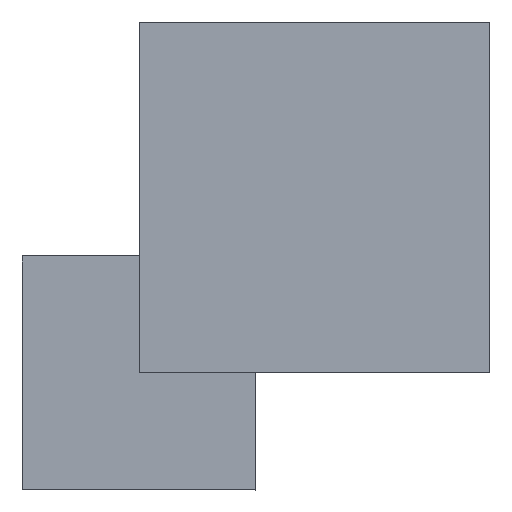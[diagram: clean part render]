
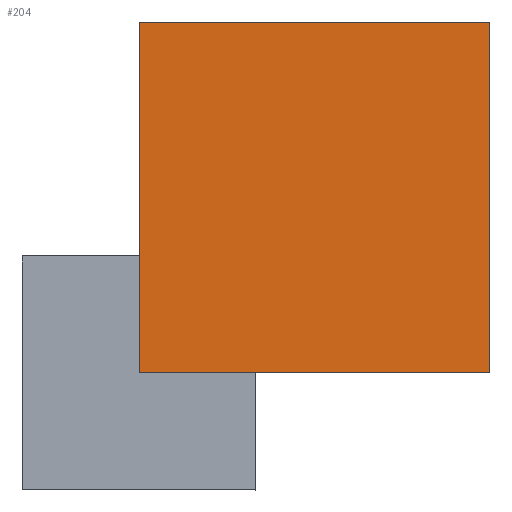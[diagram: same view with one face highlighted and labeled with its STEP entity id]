
A CAD part, top view. The second image highlights one B-rep face of the part: STEP entity #204.
In plain terms, the highlighted planar face has unit normal (0, 0, 1).
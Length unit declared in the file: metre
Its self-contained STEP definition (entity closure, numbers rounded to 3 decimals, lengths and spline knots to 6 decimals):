
#62=ORIENTED_EDGE('',*,*,#84,.F.);
#63=ORIENTED_EDGE('',*,*,#88,.T.);
#64=ORIENTED_EDGE('',*,*,#91,.T.);
#65=ORIENTED_EDGE('',*,*,#93,.F.);
#84=EDGE_CURVE('',#104,#105,#124,.T.);
#88=EDGE_CURVE('',#104,#107,#128,.T.);
#91=EDGE_CURVE('',#107,#109,#131,.T.);
#93=EDGE_CURVE('',#105,#109,#133,.T.);
#104=VERTEX_POINT('',#334);
#105=VERTEX_POINT('',#336);
#107=VERTEX_POINT('',#342);
#109=VERTEX_POINT('',#348);
#124=LINE('',#335,#148);
#128=LINE('',#343,#152);
#131=LINE('',#349,#155);
#133=LINE('',#352,#157);
#148=VECTOR('',#279,1.);
#152=VECTOR('',#285,1.);
#155=VECTOR('',#290,1.);
#157=VECTOR('',#294,1.);
#168=EDGE_LOOP('',(#62,#63,#64,#65));
#180=FACE_BOUND('',#168,.T.);
#192=PLANE('',#244);
#204=ADVANCED_FACE('',(#180),#192,.T.);
#244=AXIS2_PLACEMENT_3D('',#353,#295,#296);
#279=DIRECTION('',(1.,0.,0.));
#285=DIRECTION('',(0.,-1.,0.));
#290=DIRECTION('',(1.,0.,0.));
#294=DIRECTION('',(0.,-1.,0.));
#295=DIRECTION('',(0.,0.,1.));
#296=DIRECTION('',(1.,0.,0.));
#334=CARTESIAN_POINT('',(0.028768,-0.024324,0.004));
#335=CARTESIAN_POINT('',(0.036268,-0.024324,0.004));
#336=CARTESIAN_POINT('',(0.043768,-0.024324,0.004));
#342=CARTESIAN_POINT('',(0.028768,-0.039324,0.004));
#343=CARTESIAN_POINT('',(0.028768,-0.031824,0.004));
#348=CARTESIAN_POINT('',(0.043768,-0.039324,0.004));
#349=CARTESIAN_POINT('',(0.036268,-0.039324,0.004));
#352=CARTESIAN_POINT('',(0.043768,-0.031824,0.004));
#353=CARTESIAN_POINT('',(0.036268,-0.031824,0.004));
